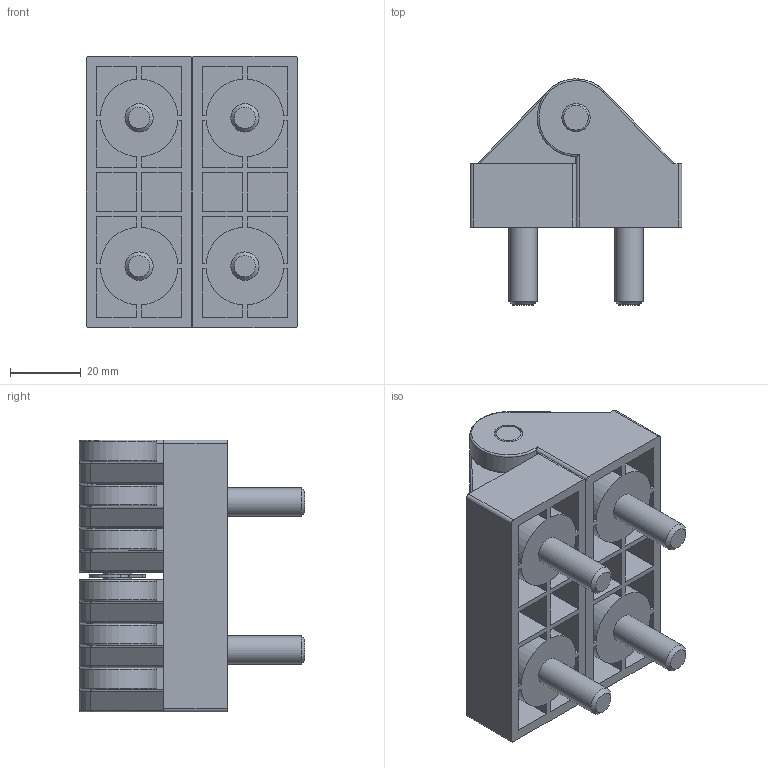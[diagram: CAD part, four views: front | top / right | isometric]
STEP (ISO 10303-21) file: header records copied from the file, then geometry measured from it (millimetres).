
FILE_DESCRIPTION(/* description */ (''),/* implementation_level */ '2;1');
FILE_NAME(/* name */ 'DR_HP7760.stp',/* time_stamp */ '2023-03-30T17:42:53+09:00',/* author */ ('user'),/* organization */ (''),/* preprocessor_version */ 'ST-DEVELOPER v15.6',/* originating_system */ 'Autodesk Inventor 2015',/* authorisation */ '');
FILE_SCHEMA (('AUTOMOTIVE_DESIGN { 1 0 10303 214 3 1 1 }'));
Length unit declared in the file: millimetre
Products named in the file (4): H022-00-1-001_표준; H022-00-1-002_표준; E rings GB_GB_CONNECTING_PIECE_RINGS_HR 8; HP7760
Bounding box: 60 x 63.98 x 77 mm (x, y, z)
Volume: 106116.5 mm3; surface area: 52839.1 mm2
Topology: 8 solids, 8 shells, 287 faces, 718 edges, 469 vertices
Faces by surface type: plane 166, cylinder 91, torus 24, cone 6
Full cylindrical faces by diameter (mm): 6 x1, 8 x18
Entity records: 4767 total; most frequent: DIRECTION 839, CARTESIAN_POINT 815, ORIENTED_EDGE 754, EDGE_CURVE 377, AXIS2_PLACEMENT_3D 298, VERTEX_POINT 256, LINE 243, VECTOR 243
